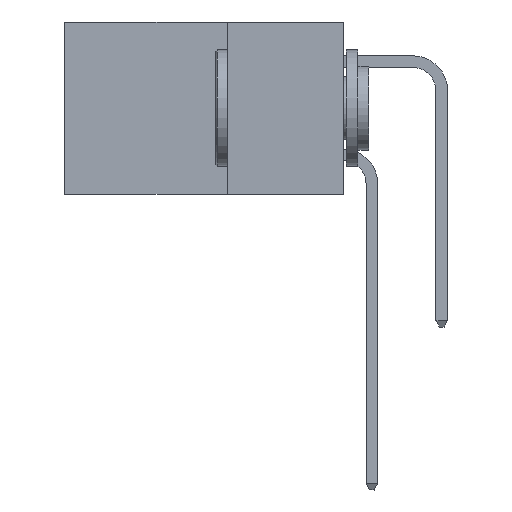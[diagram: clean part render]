
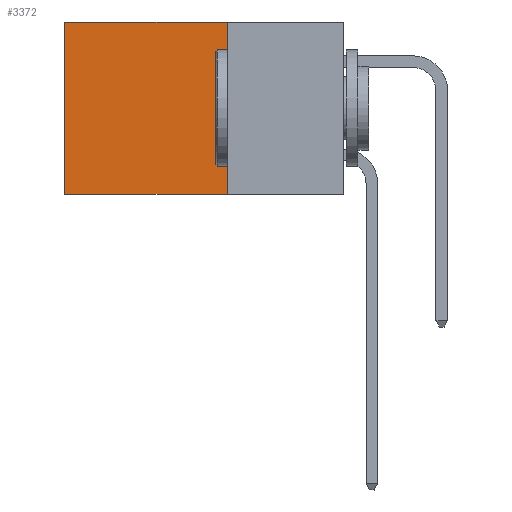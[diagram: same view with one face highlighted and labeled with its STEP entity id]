
A CAD part, left-side view. The second image highlights one B-rep face of the part: STEP entity #3372.
In plain terms, the highlighted planar face has unit normal (-1, 0, 0).
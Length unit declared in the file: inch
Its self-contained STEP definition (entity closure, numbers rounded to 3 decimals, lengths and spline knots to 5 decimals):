
#177 = VERTEX_POINT ( 'NONE', #13803 ) ;
#1254 = EDGE_CURVE ( 'NONE', #15787, #19531, #10629, .T. ) ;
#2576 = LINE ( 'NONE', #5873, #13610 ) ;
#3369 = EDGE_CURVE ( 'NONE', #15787, #177, #2576, .T. ) ;
#3372 = ADVANCED_FACE ( 'NONE', ( #25248 ), #22449, .F. ) ;
#4760 = ORIENTED_EDGE ( 'NONE', *, *, #7227, .F. ) ;
#5595 = LINE ( 'NONE', #10525, #16526 ) ;
#5873 = CARTESIAN_POINT ( 'NONE',  ( 0.298, 0.25, 0. ) ) ;
#6462 = DIRECTION ( 'NONE',  ( 0., 0., -1. ) ) ;
#6858 = CARTESIAN_POINT ( 'NONE',  ( 0.298, 0.25, 0. ) ) ;
#7217 = DIRECTION ( 'NONE',  ( 1., 0., 0. ) ) ;
#7227 = EDGE_CURVE ( 'NONE', #177, #18876, #5595, .T. ) ;
#8061 = EDGE_LOOP ( 'NONE', ( #25319, #4760, #24148, #14432 ) ) ;
#8708 = EDGE_CURVE ( 'NONE', #19531, #18876, #19526, .T. ) ;
#9954 = VECTOR ( 'NONE', #13049, 39.37008 ) ;
#10525 = CARTESIAN_POINT ( 'NONE',  ( 0.298, 0.25, -0.37 ) ) ;
#10629 = LINE ( 'NONE', #17735, #9954 ) ;
#11475 = CARTESIAN_POINT ( 'NONE',  ( 0.298, 0.6, 0. ) ) ;
#12754 = CARTESIAN_POINT ( 'NONE',  ( 0.298, 0.25, 0. ) ) ;
#13049 = DIRECTION ( 'NONE',  ( 0., 1., 0. ) ) ;
#13610 = VECTOR ( 'NONE', #6462, 39.37008 ) ;
#13661 = DIRECTION ( 'NONE',  ( 0., 0., -1. ) ) ;
#13768 = VECTOR ( 'NONE', #13661, 39.37008 ) ;
#13803 = CARTESIAN_POINT ( 'NONE',  ( 0.298, 0.25, -0.37 ) ) ;
#14432 = ORIENTED_EDGE ( 'NONE', *, *, #1254, .T. ) ;
#15787 = VERTEX_POINT ( 'NONE', #12754 ) ;
#16526 = VECTOR ( 'NONE', #19047, 39.37008 ) ;
#17735 = CARTESIAN_POINT ( 'NONE',  ( 0.298, 0.25, 0. ) ) ;
#17845 = DIRECTION ( 'NONE',  ( 0., 0., -1. ) ) ;
#18876 = VERTEX_POINT ( 'NONE', #24829 ) ;
#19047 = DIRECTION ( 'NONE',  ( 0., 1., 0. ) ) ;
#19526 = LINE ( 'NONE', #11475, #13768 ) ;
#19531 = VERTEX_POINT ( 'NONE', #26828 ) ;
#22449 = PLANE ( 'NONE',  #25837 ) ;
#24148 = ORIENTED_EDGE ( 'NONE', *, *, #3369, .F. ) ;
#24829 = CARTESIAN_POINT ( 'NONE',  ( 0.298, 0.6, -0.37 ) ) ;
#25248 = FACE_OUTER_BOUND ( 'NONE', #8061, .T. ) ;
#25319 = ORIENTED_EDGE ( 'NONE', *, *, #8708, .T. ) ;
#25837 = AXIS2_PLACEMENT_3D ( 'NONE', #6858, #7217, #17845 ) ;
#26828 = CARTESIAN_POINT ( 'NONE',  ( 0.298, 0.6, 0. ) ) ;
